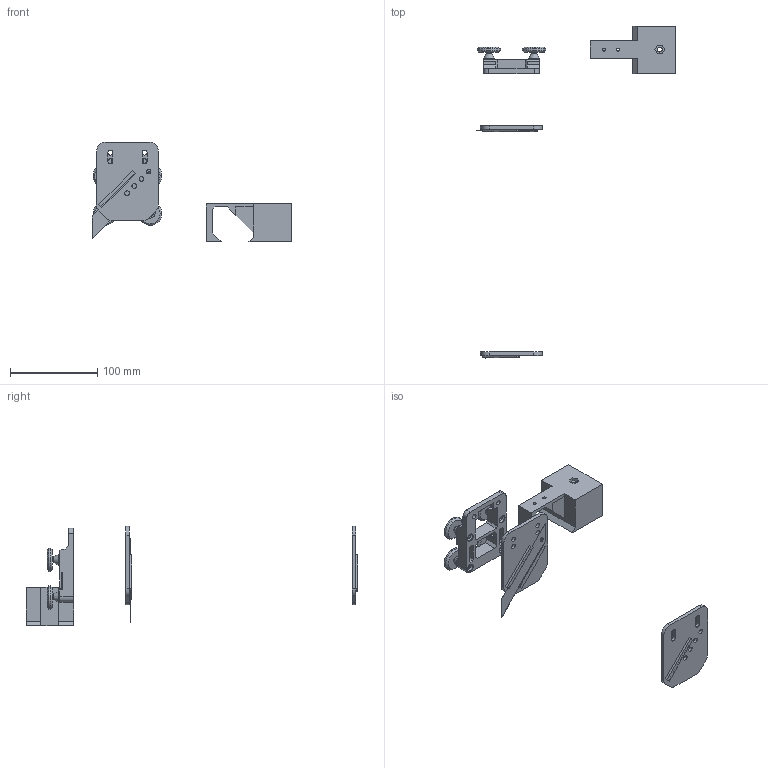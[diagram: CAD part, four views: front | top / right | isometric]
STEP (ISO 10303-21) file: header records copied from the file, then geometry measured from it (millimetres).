
FILE_DESCRIPTION(/* description */ (''),/* implementation_level */ '2;1');
FILE_NAME(/* name */ 'Fab machine sid v33.step',/* time_stamp */ '2024-07-03T04:06:25+05:30',/* author */ (''),/* organization */ (''),/* preprocessor_version */ 'ST-DEVELOPER v20',/* originating_system */ 'Autodesk Translation Framework v13.14.0.145',/* authorisation */ '');
FILE_SCHEMA (('AUTOMOTIVE_DESIGN { 1 0 10303 214 3 1 1 }'));
Length unit declared in the file: millimetre
Products named in the file (3): Fab machine sid; 55x55x35-endcap_short (1) v1; endcap_short v3 v1
Assembly tree (2 placements, depth 3):
  Fab machine sid
    55x55x35-endcap_short (1) v1
      endcap_short v3 v1
Bounding box: 228.86 x 381.57 x 114.18 mm (x, y, z)
Volume: 160105.6 mm3; surface area: 82862.4 mm2
Topology: 9 solids, 9 shells, 240 faces, 623 edges, 409 vertices
Faces by surface type: plane 162, cylinder 62, cone 16
Full cylindrical faces by diameter (mm): 3.6 x2, 5 x5, 5.2 x4, 5.4 x6, 5.6 x1, 5.8 x8, 9 x6, 12.3 x4, 27 x4
Entity records: 7504 total; most frequent: CARTESIAN_POINT 1277, DIRECTION 1259, ORIENTED_EDGE 1246, EDGE_CURVE 623, LINE 477, VECTOR 477, VERTEX_POINT 409, AXIS2_PLACEMENT_3D 391
